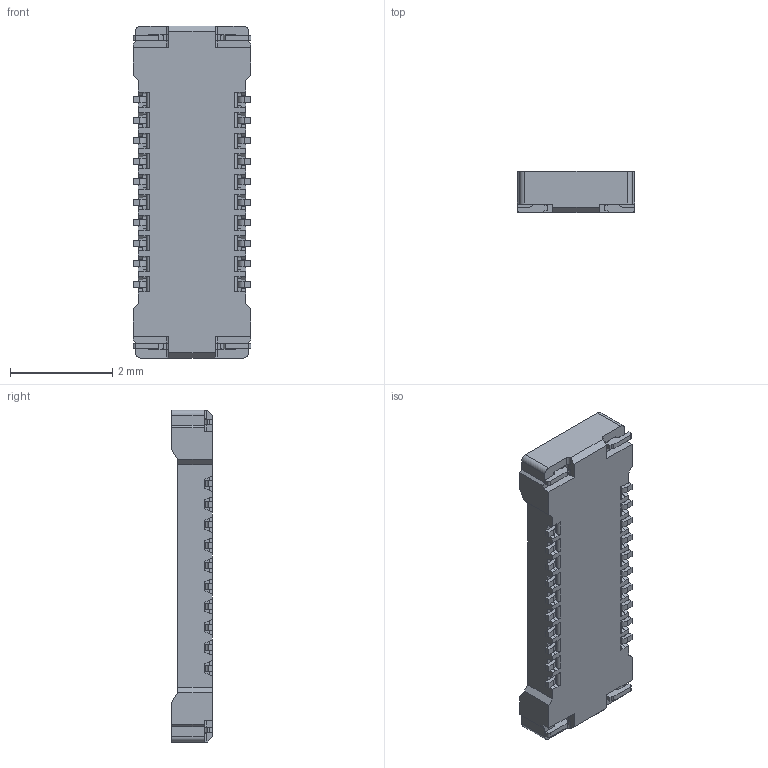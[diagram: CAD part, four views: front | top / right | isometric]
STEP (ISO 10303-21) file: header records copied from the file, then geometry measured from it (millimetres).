
FILE_DESCRIPTION(('CoCreate Modeling STEP Export'),'2;1');
FILE_NAME('BM20B(0.8)-20DS-0.4V.stp','2012-10-16T19:32:19',(''),(''),'CoCreate Modeling STEP processor for AP214 (Solid Model)','CoCreate Modeling 17.0 01-Apr-2010 (C) Parametric Technology GmbH','');
FILE_SCHEMA(('AUTOMOTIVE_DESIGN { 1 0 10303 214 1 1 1 1 }'));
Products named in the file (1): BM20B(0.8)-20DS-0.4V
Bounding box: 2.3 x 0.8 x 6.48 mm (x, y, z)
Volume: 7.5 mm3; surface area: 67.7 mm2
Topology: 1 solids, 1 shells, 1712 faces, 5039 edges, 3286 vertices
Faces by surface type: plane 1189, cylinder 443, torus 40, bspline 40
Entity records: 59226 total; most frequent: CARTESIAN_POINT 13766, ORIENTED_EDGE 10078, DIRECTION 8814, EDGE_CURVE 5039, VECTOR 3738, LINE 3738, VERTEX_POINT 3286, AXIS2_PLACEMENT_3D 2538
